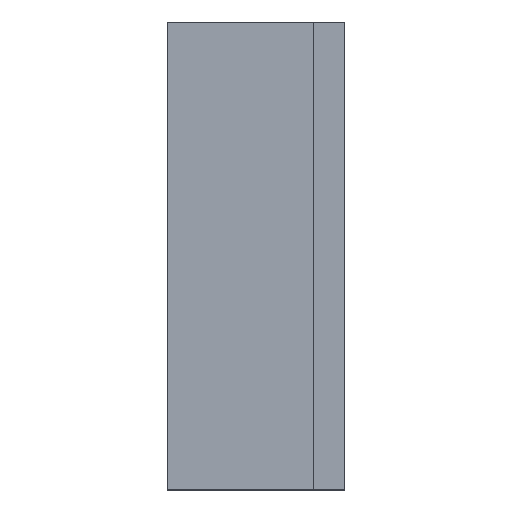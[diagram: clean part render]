
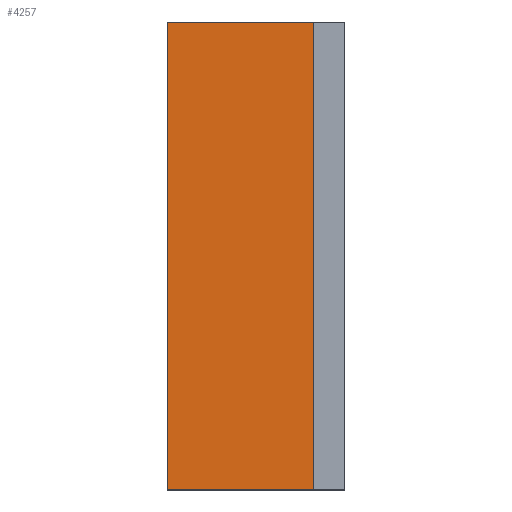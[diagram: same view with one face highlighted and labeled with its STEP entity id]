
A CAD part, left-side view. The second image highlights one B-rep face of the part: STEP entity #4257.
In plain terms, the highlighted planar face has unit normal (-1, 0, 0).
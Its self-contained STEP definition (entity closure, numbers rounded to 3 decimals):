
#43 = DIRECTION ( 'NONE',  ( 0., 0., 1. ) ) ;
#74 = CARTESIAN_POINT ( 'NONE',  ( -1.625, 0.2, 1.5 ) ) ;
#428 = VECTOR ( 'NONE', #611, 1000. ) ;
#461 = EDGE_CURVE ( 'NONE', #2753, #1499, #2543, .T. ) ;
#564 = CARTESIAN_POINT ( 'NONE',  ( -1.625, 1.14, 1.5 ) ) ;
#611 = DIRECTION ( 'NONE',  ( 0., -1., 0. ) ) ;
#623 = LINE ( 'NONE', #2824, #4936 ) ;
#1063 = FACE_OUTER_BOUND ( 'NONE', #1431, .T. ) ;
#1248 = ORIENTED_EDGE ( 'NONE', *, *, #1907, .F. ) ;
#1431 = EDGE_LOOP ( 'NONE', ( #2689, #4365, #1248, #1855 ) ) ;
#1447 = CARTESIAN_POINT ( 'NONE',  ( -1.625, 0.2, -1.5 ) ) ;
#1499 = VERTEX_POINT ( 'NONE', #2545 ) ;
#1558 = DIRECTION ( 'NONE',  ( 0., 0., -1. ) ) ;
#1855 = ORIENTED_EDGE ( 'NONE', *, *, #1915, .F. ) ;
#1907 = EDGE_CURVE ( 'NONE', #5196, #1499, #3216, .T. ) ;
#1915 = EDGE_CURVE ( 'NONE', #3720, #5196, #3275, .T. ) ;
#2511 = EDGE_CURVE ( 'NONE', #3720, #2753, #623, .T. ) ;
#2543 = LINE ( 'NONE', #74, #4781 ) ;
#2545 = CARTESIAN_POINT ( 'NONE',  ( -1.625, 0.2, 1.5 ) ) ;
#2689 = ORIENTED_EDGE ( 'NONE', *, *, #2511, .T. ) ;
#2753 = VERTEX_POINT ( 'NONE', #1447 ) ;
#2784 = CARTESIAN_POINT ( 'NONE',  ( -1.625, 1.14, 1.5 ) ) ;
#2824 = CARTESIAN_POINT ( 'NONE',  ( -1.625, 1.14, -1.5 ) ) ;
#2990 = CARTESIAN_POINT ( 'NONE',  ( -1.625, 1.14, 1.5 ) ) ;
#3216 = LINE ( 'NONE', #2990, #428 ) ;
#3275 = LINE ( 'NONE', #4210, #4759 ) ;
#3548 = DIRECTION ( 'NONE',  ( 1., 0., 0. ) ) ;
#3720 = VERTEX_POINT ( 'NONE', #4826 ) ;
#4210 = CARTESIAN_POINT ( 'NONE',  ( -1.625, 1.14, 1.5 ) ) ;
#4257 = ADVANCED_FACE ( 'NONE', ( #1063 ), #4405, .F. ) ;
#4317 = AXIS2_PLACEMENT_3D ( 'NONE', #2784, #3548, #1558 ) ;
#4365 = ORIENTED_EDGE ( 'NONE', *, *, #461, .T. ) ;
#4405 = PLANE ( 'NONE',  #4317 ) ;
#4624 = DIRECTION ( 'NONE',  ( 0., 0., 1. ) ) ;
#4759 = VECTOR ( 'NONE', #4624, 1000. ) ;
#4781 = VECTOR ( 'NONE', #43, 1000. ) ;
#4804 = DIRECTION ( 'NONE',  ( 0., -1., 0. ) ) ;
#4826 = CARTESIAN_POINT ( 'NONE',  ( -1.625, 1.14, -1.5 ) ) ;
#4936 = VECTOR ( 'NONE', #4804, 1000. ) ;
#5196 = VERTEX_POINT ( 'NONE', #564 ) ;
